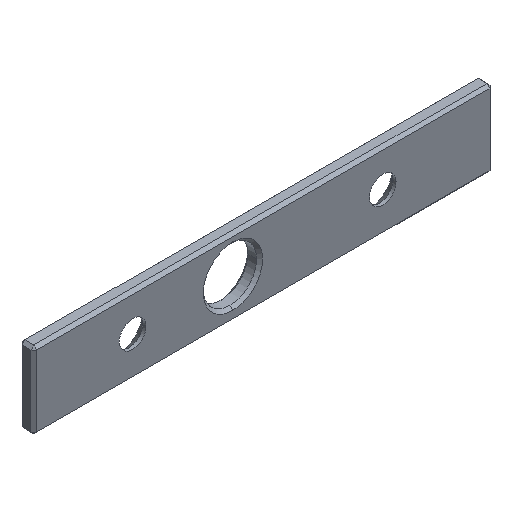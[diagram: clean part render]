
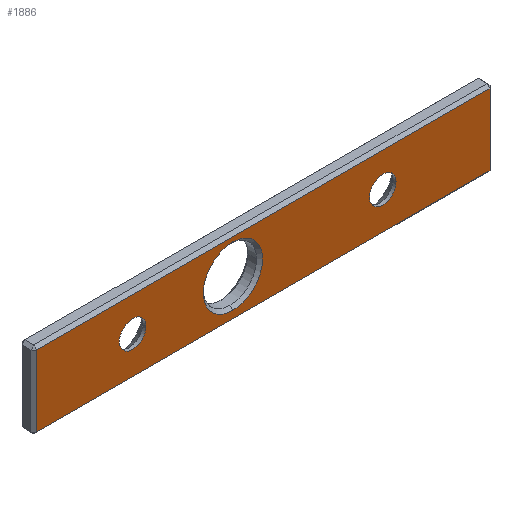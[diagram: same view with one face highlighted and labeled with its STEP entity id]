
A CAD part, isometric view. The second image highlights one B-rep face of the part: STEP entity #1886.
In plain terms, the highlighted planar face has unit normal (0, -1, 0).
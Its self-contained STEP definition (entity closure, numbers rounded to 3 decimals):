
#403=DIRECTION('',(1.,0.,0.));
#404=VECTOR('',#403,153.099);
#405=CARTESIAN_POINT('',(-271.,399.,319.2));
#406=LINE('',#405,#404);
#417=CARTESIAN_POINT('',(-204.75,399.,307.7));
#418=DIRECTION('',(0.,1.,0.));
#419=DIRECTION('',(-1.,0.,0.));
#420=AXIS2_PLACEMENT_3D('',#417,#418,#419);
#425=CARTESIAN_POINT('',(-204.75,399.,307.7));
#426=DIRECTION('',(0.,1.,0.));
#427=DIRECTION('',(0.,0.,-1.));
#428=AXIS2_PLACEMENT_3D('',#425,#426,#427);
#433=CARTESIAN_POINT('',(-204.75,399.,307.7));
#434=DIRECTION('',(0.,1.,0.));
#435=DIRECTION('',(1.,0.,0.));
#436=AXIS2_PLACEMENT_3D('',#433,#434,#435);
#441=CARTESIAN_POINT('',(-204.75,399.,307.7));
#442=DIRECTION('',(0.,1.,0.));
#443=DIRECTION('',(0.,0.,1.));
#444=AXIS2_PLACEMENT_3D('',#441,#442,#443);
#449=CARTESIAN_POINT('',(-154.125,399.,307.7));
#450=DIRECTION('',(0.,1.,0.));
#451=DIRECTION('',(1.,0.,0.));
#452=AXIS2_PLACEMENT_3D('',#449,#450,#451);
#457=CARTESIAN_POINT('',(-154.125,399.,307.7));
#458=DIRECTION('',(0.,1.,0.));
#459=DIRECTION('',(-1.,0.,0.));
#460=AXIS2_PLACEMENT_3D('',#457,#458,#459);
#465=CARTESIAN_POINT('',(-238.625,399.,307.7));
#466=DIRECTION('',(0.,1.,0.));
#467=DIRECTION('',(1.,0.,0.));
#468=AXIS2_PLACEMENT_3D('',#465,#466,#467);
#473=CARTESIAN_POINT('',(-238.625,399.,307.7));
#474=DIRECTION('',(0.,1.,0.));
#475=DIRECTION('',(-1.,0.,0.));
#476=AXIS2_PLACEMENT_3D('',#473,#474,#475);
#481=DIRECTION('',(0.,0.,-1.));
#482=VECTOR('',#481,24.);
#483=CARTESIAN_POINT('',(-117.901,399.,319.2));
#484=LINE('',#483,#482);
#663=DIRECTION('',(0.,0.,1.));
#664=VECTOR('',#663,24.);
#665=CARTESIAN_POINT('',(-271.,399.,295.2));
#666=LINE('',#665,#664);
#698=DIRECTION('',(-1.,0.,0.));
#699=VECTOR('',#698,153.099);
#700=CARTESIAN_POINT('',(-117.901,399.,295.2));
#701=LINE('',#700,#699);
#1526=CARTESIAN_POINT('',(-271.,399.,319.2));
#1527=VERTEX_POINT('',#1526);
#1528=CARTESIAN_POINT('',(-271.,399.,295.2));
#1529=VERTEX_POINT('',#1528);
#1531=CARTESIAN_POINT('',(-117.901,399.,319.2));
#1533=VERTEX_POINT('',#1531);
#1536=CARTESIAN_POINT('',(-117.901,399.,295.2));
#1537=VERTEX_POINT('',#1536);
#1560=CARTESIAN_POINT('',(-158.625,399.,307.7));
#1561=VERTEX_POINT('',#1560);
#1562=CARTESIAN_POINT('',(-149.625,399.,307.7));
#1563=VERTEX_POINT('',#1562);
#1577=CARTESIAN_POINT('',(-204.75,399.,297.7));
#1579=VERTEX_POINT('',#1577);
#1581=CARTESIAN_POINT('',(-204.75,399.,317.7));
#1583=VERTEX_POINT('',#1581);
#1584=CARTESIAN_POINT('',(-194.75,399.,307.7));
#1585=VERTEX_POINT('',#1584);
#1586=CARTESIAN_POINT('',(-214.75,399.,307.7));
#1587=VERTEX_POINT('',#1586);
#1596=CARTESIAN_POINT('',(-243.125,399.,307.7));
#1597=VERTEX_POINT('',#1596);
#1598=CARTESIAN_POINT('',(-234.125,399.,307.7));
#1599=VERTEX_POINT('',#1598);
#1850=CARTESIAN_POINT('',(273.,399.,265.7));
#1851=DIRECTION('',(0.,1.,0.));
#1852=DIRECTION('',(0.,0.,-1.));
#1853=AXIS2_PLACEMENT_3D('',#1850,#1851,#1852);
#1854=PLANE('',#1853);
#1856=ORIENTED_EDGE('',*,*,#1855,.T.);
#1858=ORIENTED_EDGE('',*,*,#1857,.T.);
#1860=ORIENTED_EDGE('',*,*,#1859,.T.);
#1861=ORIENTED_EDGE('',*,*,#1834,.T.);
#1862=EDGE_LOOP('',(#1856,#1858,#1860,#1861));
#1863=FACE_OUTER_BOUND('',#1862,.F.);
#1865=ORIENTED_EDGE('',*,*,#1864,.F.);
#1867=ORIENTED_EDGE('',*,*,#1866,.F.);
#1869=ORIENTED_EDGE('',*,*,#1868,.F.);
#1871=ORIENTED_EDGE('',*,*,#1870,.F.);
#1872=EDGE_LOOP('',(#1865,#1867,#1869,#1871));
#1873=FACE_BOUND('',#1872,.F.);
#1875=ORIENTED_EDGE('',*,*,#1874,.F.);
#1877=ORIENTED_EDGE('',*,*,#1876,.F.);
#1878=EDGE_LOOP('',(#1875,#1877));
#1879=FACE_BOUND('',#1878,.F.);
#1881=ORIENTED_EDGE('',*,*,#1880,.F.);
#1883=ORIENTED_EDGE('',*,*,#1882,.F.);
#1884=EDGE_LOOP('',(#1881,#1883));
#1885=FACE_BOUND('',#1884,.F.);
#421=CIRCLE('',#420,10.);
#429=CIRCLE('',#428,10.);
#437=CIRCLE('',#436,10.);
#445=CIRCLE('',#444,10.);
#453=CIRCLE('',#452,4.5);
#461=CIRCLE('',#460,4.5);
#469=CIRCLE('',#468,4.5);
#477=CIRCLE('',#476,4.5);
#1834=EDGE_CURVE('',#1527,#1533,#406,.T.);
#1855=EDGE_CURVE('',#1533,#1537,#484,.T.);
#1857=EDGE_CURVE('',#1537,#1529,#701,.T.);
#1859=EDGE_CURVE('',#1529,#1527,#666,.T.);
#1864=EDGE_CURVE('',#1587,#1583,#421,.T.);
#1866=EDGE_CURVE('',#1579,#1587,#429,.T.);
#1868=EDGE_CURVE('',#1585,#1579,#437,.T.);
#1870=EDGE_CURVE('',#1583,#1585,#445,.T.);
#1874=EDGE_CURVE('',#1563,#1561,#453,.T.);
#1876=EDGE_CURVE('',#1561,#1563,#461,.T.);
#1880=EDGE_CURVE('',#1599,#1597,#469,.T.);
#1882=EDGE_CURVE('',#1597,#1599,#477,.T.);
#1886=ADVANCED_FACE('',(#1863,#1873,#1879,#1885),#1854,.F.);
